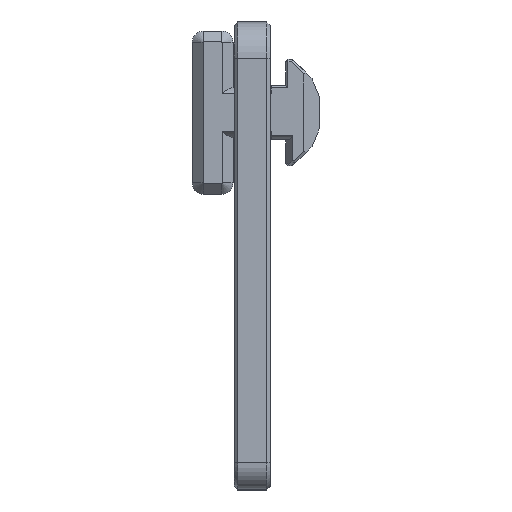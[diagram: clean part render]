
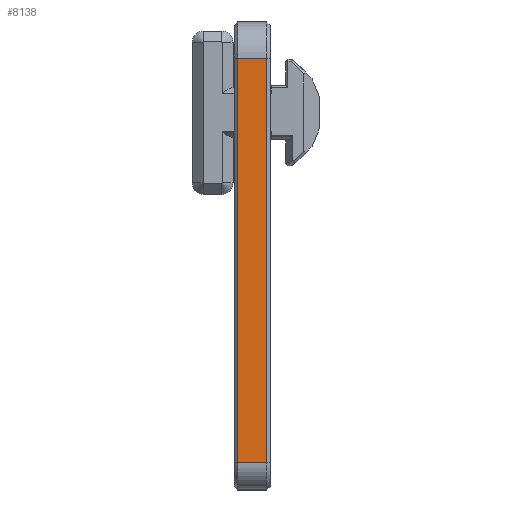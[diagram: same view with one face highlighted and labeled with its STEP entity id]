
A CAD part, left-side view. The second image highlights one B-rep face of the part: STEP entity #8138.
In plain terms, the highlighted planar face has unit normal (-1, 0, 0).
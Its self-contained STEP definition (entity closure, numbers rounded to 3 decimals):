
#458=FACE_OUTER_BOUND('',#972,.T.);
#972=EDGE_LOOP('',(#6113,#6114,#6115,#6116));
#1888=LINE('',#12727,#2782);
#1890=LINE('',#12731,#2784);
#1891=LINE('',#12734,#2785);
#1892=LINE('',#12735,#2786);
#2782=VECTOR('',#10184,10.);
#2784=VECTOR('',#10188,10.);
#2785=VECTOR('',#10191,10.);
#2786=VECTOR('',#10192,10.);
#3664=VERTEX_POINT('',#12686);
#3672=VERTEX_POINT('',#12717);
#3673=VERTEX_POINT('',#12729);
#3674=VERTEX_POINT('',#12733);
#4544=EDGE_CURVE('',#3664,#3672,#1888,.T.);
#4546=EDGE_CURVE('',#3672,#3673,#1890,.T.);
#4547=EDGE_CURVE('',#3673,#3674,#1891,.T.);
#4548=EDGE_CURVE('',#3674,#3664,#1892,.T.);
#6113=ORIENTED_EDGE('',*,*,#4544,.T.);
#6114=ORIENTED_EDGE('',*,*,#4546,.T.);
#6115=ORIENTED_EDGE('',*,*,#4547,.T.);
#6116=ORIENTED_EDGE('',*,*,#4548,.T.);
#7755=PLANE('',#8784);
#8138=ADVANCED_FACE('',(#458),#7755,.F.);
#8784=AXIS2_PLACEMENT_3D('',#12732,#10189,#10190);
#10184=DIRECTION('',(0.,-1.,0.));
#10188=DIRECTION('',(0.,0.,1.));
#10189=DIRECTION('center_axis',(1.,0.,0.));
#10190=DIRECTION('ref_axis',(0.,0.,
-1.));
#10191=DIRECTION('',(0.,1.,0.));
#10192=DIRECTION('',(0.,0.,-1.));
#12686=CARTESIAN_POINT('',(-268.223,403.6,-68.6));
#12717=CARTESIAN_POINT('',(-268.223,400.4,-68.6));
#12727=CARTESIAN_POINT('',(-268.223,401.,-68.6));
#12729=CARTESIAN_POINT('',(-268.223,400.4,-24.));
#12731=CARTESIAN_POINT('',(-268.223,400.4,-33.9));
#12732=CARTESIAN_POINT('Origin',(-268.223,400.,-20.));
#12733=CARTESIAN_POINT('',(-268.223,403.6,-24.));
#12734=CARTESIAN_POINT('',(-268.223,400.,-24.));
#12735=CARTESIAN_POINT('',(-268.223,403.6,-33.9));
